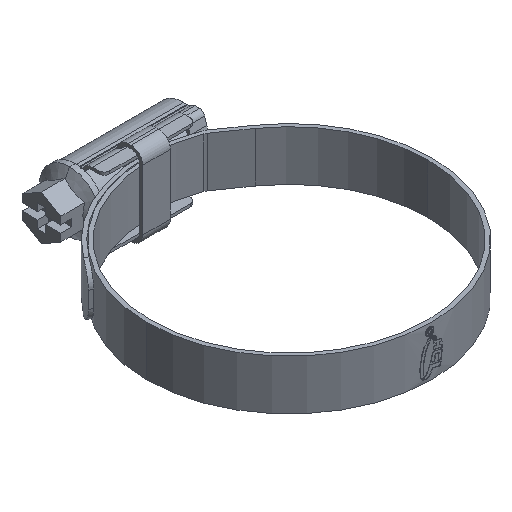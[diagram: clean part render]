
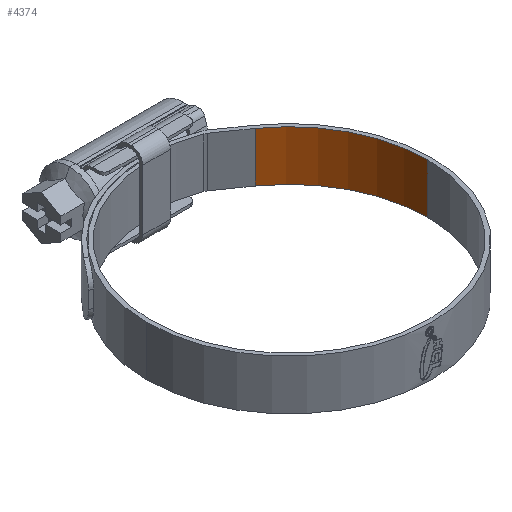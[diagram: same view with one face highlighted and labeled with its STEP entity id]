
A CAD part, isometric view. The second image highlights one B-rep face of the part: STEP entity #4374.
In plain terms, the highlighted cylindrical face has radius 25 mm (diameter 50 mm), a partial arc.
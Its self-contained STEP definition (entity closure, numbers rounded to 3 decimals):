
#69 = CARTESIAN_POINT ( 'NONE',  ( 25., 0., 4.5 ) ) ;
#156 = EDGE_CURVE ( 'NONE', #883, #7493, #8376, .T. ) ;
#315 = DIRECTION ( 'NONE',  ( 0., 0., 1. ) ) ;
#485 = ORIENTED_EDGE ( 'NONE', *, *, #156, .F. ) ;
#504 = CARTESIAN_POINT ( 'NONE',  ( 25., 0., -4.5 ) ) ;
#574 = AXIS2_PLACEMENT_3D ( 'NONE', #1427, #631, #3618 ) ;
#631 = DIRECTION ( 'NONE',  ( 0., 0., 1. ) ) ;
#699 = CARTESIAN_POINT ( 'NONE',  ( 14.339, 20.479, -4.5 ) ) ;
#768 = AXIS2_PLACEMENT_3D ( 'NONE', #2458, #315, #5335 ) ;
#883 = VERTEX_POINT ( 'NONE', #69 ) ;
#1427 = CARTESIAN_POINT ( 'NONE',  ( 0., 0., -4.5 ) ) ;
#1449 = VECTOR ( 'NONE', #7001, 1000. ) ;
#1888 = VERTEX_POINT ( 'NONE', #4769 ) ;
#1928 = EDGE_LOOP ( 'NONE', ( #485, #2060, #2537, #7215 ) ) ;
#1936 = CIRCLE ( 'NONE', #574, 25. ) ;
#2060 = ORIENTED_EDGE ( 'NONE', *, *, #7403, .T. ) ;
#2458 = CARTESIAN_POINT ( 'NONE',  ( 0., 0., 4.5 ) ) ;
#2496 = EDGE_CURVE ( 'NONE', #7493, #7146, #1936, .T. ) ;
#2537 = ORIENTED_EDGE ( 'NONE', *, *, #6023, .T. ) ;
#3032 = DIRECTION ( 'NONE',  ( -1., 0., 0. ) ) ;
#3319 = CARTESIAN_POINT ( 'NONE',  ( 25., 0., 4.5 ) ) ;
#3618 = DIRECTION ( 'NONE',  ( 1., 0., 0. ) ) ;
#3688 = FACE_OUTER_BOUND ( 'NONE', #1928, .T. ) ;
#4044 = AXIS2_PLACEMENT_3D ( 'NONE', #7290, #6580, #3032 ) ;
#4374 = ADVANCED_FACE ( 'NONE', ( #3688 ), #8089, .F. ) ;
#4377 = CARTESIAN_POINT ( 'NONE',  ( 14.339, 20.479, 4.5 ) ) ;
#4769 = CARTESIAN_POINT ( 'NONE',  ( 14.339, 20.479, 4.5 ) ) ;
#4850 = CIRCLE ( 'NONE', #768, 25. ) ;
#5335 = DIRECTION ( 'NONE',  ( 1., 0., 0. ) ) ;
#6023 = EDGE_CURVE ( 'NONE', #1888, #7146, #8027, .T. ) ;
#6580 = DIRECTION ( 'NONE',  ( 0., 0., -1. ) ) ;
#7001 = DIRECTION ( 'NONE',  ( 0., 0., -1. ) ) ;
#7146 = VERTEX_POINT ( 'NONE', #699 ) ;
#7215 = ORIENTED_EDGE ( 'NONE', *, *, #2496, .F. ) ;
#7290 = CARTESIAN_POINT ( 'NONE',  ( 0., 0., 4.5 ) ) ;
#7403 = EDGE_CURVE ( 'NONE', #883, #1888, #4850, .T. ) ;
#7493 = VERTEX_POINT ( 'NONE', #504 ) ;
#7560 = VECTOR ( 'NONE', #8742, 1000. ) ;
#8027 = LINE ( 'NONE', #4377, #7560 ) ;
#8089 = CYLINDRICAL_SURFACE ( 'NONE', #4044, 25. ) ;
#8376 = LINE ( 'NONE', #3319, #1449 ) ;
#8742 = DIRECTION ( 'NONE',  ( 0., 0., -1. ) ) ;
